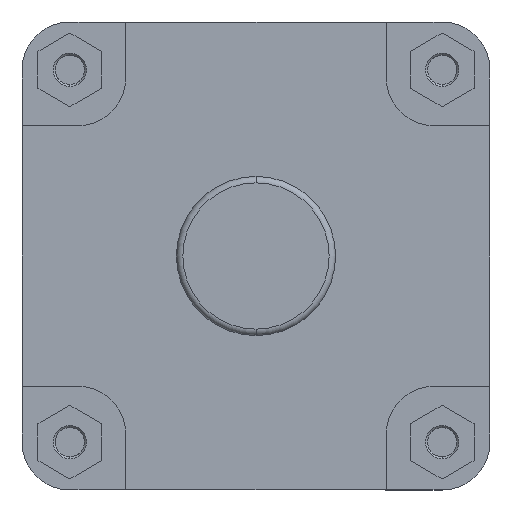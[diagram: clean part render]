
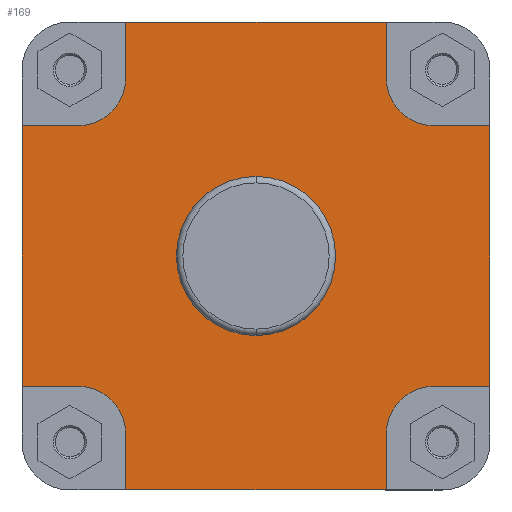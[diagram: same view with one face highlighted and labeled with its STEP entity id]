
A CAD part, left-side view. The second image highlights one B-rep face of the part: STEP entity #169.
In plain terms, the highlighted planar face has unit normal (-1, 0, 0).
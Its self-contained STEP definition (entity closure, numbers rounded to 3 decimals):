
#169 = ADVANCED_FACE ( 'NONE', ( #6758, #6753 ), #5739, .F. ) ;
#1061 = ORIENTED_EDGE ( 'NONE', *, *, #6695, .F. ) ;
#1062 = ORIENTED_EDGE ( 'NONE', *, *, #6698, .F. ) ;
#1063 = ORIENTED_EDGE ( 'NONE', *, *, #6625, .F. ) ;
#1064 = ORIENTED_EDGE ( 'NONE', *, *, #6624, .F. ) ;
#1065 = ORIENTED_EDGE ( 'NONE', *, *, #6627, .F. ) ;
#1066 = ORIENTED_EDGE ( 'NONE', *, *, #6626, .F. ) ;
#1067 = ORIENTED_EDGE ( 'NONE', *, *, #6629, .F. ) ;
#1068 = ORIENTED_EDGE ( 'NONE', *, *, #6628, .F. ) ;
#1069 = ORIENTED_EDGE ( 'NONE', *, *, #6630, .F. ) ;
#1070 = ORIENTED_EDGE ( 'NONE', *, *, #6688, .F. ) ;
#1071 = ORIENTED_EDGE ( 'NONE', *, *, #6666, .F. ) ;
#1072 = ORIENTED_EDGE ( 'NONE', *, *, #6672, .T. ) ;
#1073 = ORIENTED_EDGE ( 'NONE', *, *, #6668, .F. ) ;
#1074 = ORIENTED_EDGE ( 'NONE', *, *, #6667, .F. ) ;
#1075 = ORIENTED_EDGE ( 'NONE', *, *, #6670, .F. ) ;
#1076 = ORIENTED_EDGE ( 'NONE', *, *, #6669, .T. ) ;
#1077 = ORIENTED_EDGE ( 'NONE', *, *, #6660, .F. ) ;
#1078 = ORIENTED_EDGE ( 'NONE', *, *, #6485, .F. ) ;
#1413 = VERTEX_POINT ( 'NONE', #6385 ) ;
#1415 = VERTEX_POINT ( 'NONE', #6390 ) ;
#1417 = VERTEX_POINT ( 'NONE', #6394 ) ;
#1421 = VERTEX_POINT ( 'NONE', #6396 ) ;
#1423 = VERTEX_POINT ( 'NONE', #6387 ) ;
#1425 = VERTEX_POINT ( 'NONE', #6395 ) ;
#1427 = VERTEX_POINT ( 'NONE', #6399 ) ;
#1429 = VERTEX_POINT ( 'NONE', #6397 ) ;
#1431 = VERTEX_POINT ( 'NONE', #6398 ) ;
#1436 = VERTEX_POINT ( 'NONE', #6401 ) ;
#1438 = VERTEX_POINT ( 'NONE', #6402 ) ;
#1553 = EDGE_LOOP ( 'NONE', ( #1076, #1075, #1074, #1073, #1072, #1071, #1070, #1069, #1068, #1067, #1066, #1065, #1064, #1063, #1062, #1061 ) ) ;
#1593 = EDGE_LOOP ( 'NONE', ( #1078, #1077 ) ) ;
#1619 = VERTEX_POINT ( 'NONE', #6410 ) ;
#1625 = VERTEX_POINT ( 'NONE', #6414 ) ;
#1627 = VERTEX_POINT ( 'NONE', #6411 ) ;
#1632 = VERTEX_POINT ( 'NONE', #6406 ) ;
#1641 = VERTEX_POINT ( 'NONE', #6417 ) ;
#2222 = AXIS2_PLACEMENT_3D ( 'NONE', #5730, #5740, #5741 ) ;
#2473 = AXIS2_PLACEMENT_3D ( 'NONE', #4522, #4523, #4524 ) ;
#2526 = AXIS2_PLACEMENT_3D ( 'NONE', #4856, #4858, #4859 ) ;
#2532 = AXIS2_PLACEMENT_3D ( 'NONE', #6853, #6854, #6855 ) ;
#2543 = AXIS2_PLACEMENT_3D ( 'NONE', #6826, #6838, #6839 ) ;
#2547 = AXIS2_PLACEMENT_3D ( 'NONE', #6880, #6899, #6900 ) ;
#2548 = AXIS2_PLACEMENT_3D ( 'NONE', #6910, #6923, #6924 ) ;
#3304 = CIRCLE ( 'NONE', #2473, 37.4 ) ;
#3494 = VECTOR ( 'NONE', #4855, 1000. ) ;
#3513 = LINE ( 'NONE', #4854, #3494 ) ;
#3525 = LINE ( 'NONE', #4860, #3526 ) ;
#3526 = VECTOR ( 'NONE', #4861, 1000. ) ;
#3529 = LINE ( 'NONE', #4841, #3531 ) ;
#3531 = VECTOR ( 'NONE', #4857, 1000. ) ;
#3532 = LINE ( 'NONE', #4862, #3537 ) ;
#3534 = LINE ( 'NONE', #4853, #3536 ) ;
#3535 = CIRCLE ( 'NONE', #2526, 22.5 ) ;
#3536 = VECTOR ( 'NONE', #4863, 1000. ) ;
#3537 = VECTOR ( 'NONE', #6761, 1000. ) ;
#3538 = LINE ( 'NONE', #6763, #3539 ) ;
#3539 = VECTOR ( 'NONE', #6764, 1000. ) ;
#3587 = CIRCLE ( 'NONE', #2543, 37.4 ) ;
#3588 = VECTOR ( 'NONE', #6857, 1000. ) ;
#3594 = LINE ( 'NONE', #6851, #3595 ) ;
#3595 = VECTOR ( 'NONE', #6852, 1000. ) ;
#3597 = LINE ( 'NONE', #6856, #3602 ) ;
#3598 = LINE ( 'NONE', #6850, #3588 ) ;
#3599 = CIRCLE ( 'NONE', #2532, 22.5 ) ;
#3600 = LINE ( 'NONE', #6858, #3601 ) ;
#3601 = VECTOR ( 'NONE', #6859, 1000. ) ;
#3602 = VECTOR ( 'NONE', #6861, 1000. ) ;
#3606 = LINE ( 'NONE', #6864, #3607 ) ;
#3607 = VECTOR ( 'NONE', #6865, 1000. ) ;
#3639 = CIRCLE ( 'NONE', #2547, 22.5 ) ;
#3645 = LINE ( 'NONE', #6915, #3646 ) ;
#3646 = VECTOR ( 'NONE', #6916, 1000. ) ;
#3651 = CIRCLE ( 'NONE', #2548, 22.5 ) ;
#4453 = CARTESIAN_POINT ( 'NONE',  ( 65., 0., 37.4 ) ) ;
#4465 = CARTESIAN_POINT ( 'NONE',  ( 65., 0., -37.4 ) ) ;
#4522 = CARTESIAN_POINT ( 'NONE',  ( 65., 0., 0. ) ) ;
#4523 = DIRECTION ( 'NONE',  ( -1., 0., 0. ) ) ;
#4524 = DIRECTION ( 'NONE',  ( 0., 0., 1. ) ) ;
#4841 = CARTESIAN_POINT ( 'NONE',  ( 65., 83.75, -61.25 ) ) ;
#4853 = CARTESIAN_POINT ( 'NONE',  ( 65., -242.141, 110. ) ) ;
#4854 = CARTESIAN_POINT ( 'NONE',  ( 65., 110., 0. ) ) ;
#4855 = DIRECTION ( 'NONE',  ( 0., 0., 1. ) ) ;
#4856 = CARTESIAN_POINT ( 'NONE',  ( 65., 83.75, 83.75 ) ) ;
#4857 = DIRECTION ( 'NONE',  ( 0., 1., 0. ) ) ;
#4858 = DIRECTION ( 'NONE',  ( -1., 0., 0. ) ) ;
#4859 = DIRECTION ( 'NONE',  ( 0., 0., -1. ) ) ;
#4860 = CARTESIAN_POINT ( 'NONE',  ( 65., 110., 61.25 ) ) ;
#4861 = DIRECTION ( 'NONE',  ( 0., -1., 0. ) ) ;
#4862 = CARTESIAN_POINT ( 'NONE',  ( 65., 61.25, 83.75 ) ) ;
#4863 = DIRECTION ( 'NONE',  ( 0., -1., 0. ) ) ;
#5246 = VERTEX_POINT ( 'NONE', #4453 ) ;
#5258 = VERTEX_POINT ( 'NONE', #4465 ) ;
#5730 = CARTESIAN_POINT ( 'NONE',  ( 65., 37.4, 0. ) ) ;
#5739 = PLANE ( 'NONE',  #2222 ) ;
#5740 = DIRECTION ( 'NONE',  ( 1., 0., 0. ) ) ;
#5741 = DIRECTION ( 'NONE',  ( 0., 0., -1. ) ) ;
#6385 = CARTESIAN_POINT ( 'NONE',  ( 65., 110., -61.25 ) ) ;
#6387 = CARTESIAN_POINT ( 'NONE',  ( 65., 61.25, 110. ) ) ;
#6390 = CARTESIAN_POINT ( 'NONE',  ( 65., -61.25, -83.75 ) ) ;
#6394 = CARTESIAN_POINT ( 'NONE',  ( 65., 61.25, -83.75 ) ) ;
#6395 = CARTESIAN_POINT ( 'NONE',  ( 65., -83.75, -61.25 ) ) ;
#6396 = CARTESIAN_POINT ( 'NONE',  ( 65., -110., 61.25 ) ) ;
#6397 = CARTESIAN_POINT ( 'NONE',  ( 65., -110., -61.25 ) ) ;
#6398 = CARTESIAN_POINT ( 'NONE',  ( 65., 61.25, -110. ) ) ;
#6399 = CARTESIAN_POINT ( 'NONE',  ( 65., 83.75, -61.25 ) ) ;
#6401 = CARTESIAN_POINT ( 'NONE',  ( 65., 83.75, 61.25 ) ) ;
#6402 = CARTESIAN_POINT ( 'NONE',  ( 65., 110., 61.25 ) ) ;
#6406 = CARTESIAN_POINT ( 'NONE',  ( 65., -61.25, 110. ) ) ;
#6410 = CARTESIAN_POINT ( 'NONE',  ( 65., -61.25, 83.75 ) ) ;
#6411 = CARTESIAN_POINT ( 'NONE',  ( 65., -83.75, 61.25 ) ) ;
#6414 = CARTESIAN_POINT ( 'NONE',  ( 65., 61.25, 83.75 ) ) ;
#6417 = CARTESIAN_POINT ( 'NONE',  ( 65., -61.25, -110. ) ) ;
#6485 = EDGE_CURVE ( 'NONE', #5246, #5258, #3304, .T. ) ;
#6624 = EDGE_CURVE ( 'NONE', #1413, #1438, #3513, .T. ) ;
#6625 = EDGE_CURVE ( 'NONE', #1427, #1413, #3529, .T. ) ;
#6626 = EDGE_CURVE ( 'NONE', #1436, #1625, #3535, .T. ) ;
#6627 = EDGE_CURVE ( 'NONE', #1438, #1436, #3525, .T. ) ;
#6628 = EDGE_CURVE ( 'NONE', #1423, #1632, #3534, .T. ) ;
#6629 = EDGE_CURVE ( 'NONE', #1625, #1423, #3532, .T. ) ;
#6630 = EDGE_CURVE ( 'NONE', #1632, #1619, #3538, .T. ) ;
#6660 = EDGE_CURVE ( 'NONE', #5258, #5246, #3587, .T. ) ;
#6666 = EDGE_CURVE ( 'NONE', #1627, #1421, #3594, .T. ) ;
#6667 = EDGE_CURVE ( 'NONE', #1425, #1415, #3599, .T. ) ;
#6668 = EDGE_CURVE ( 'NONE', #1429, #1425, #3598, .T. ) ;
#6669 = EDGE_CURVE ( 'NONE', #1431, #1641, #3600, .T. ) ;
#6670 = EDGE_CURVE ( 'NONE', #1415, #1641, #3597, .T. ) ;
#6672 = EDGE_CURVE ( 'NONE', #1429, #1421, #3606, .T. ) ;
#6688 = EDGE_CURVE ( 'NONE', #1619, #1627, #3639, .T. ) ;
#6695 = EDGE_CURVE ( 'NONE', #1431, #1417, #3645, .T. ) ;
#6698 = EDGE_CURVE ( 'NONE', #1417, #1427, #3651, .T. ) ;
#6753 = FACE_OUTER_BOUND ( 'NONE', #1553, .T. ) ;
#6758 = FACE_BOUND ( 'NONE', #1593, .T. ) ;
#6761 = DIRECTION ( 'NONE',  ( 0., 0., 1. ) ) ;
#6763 = CARTESIAN_POINT ( 'NONE',  ( 65., -61.25, 110. ) ) ;
#6764 = DIRECTION ( 'NONE',  ( 0., 0., -1. ) ) ;
#6826 = CARTESIAN_POINT ( 'NONE',  ( 65., 0., 0. ) ) ;
#6838 = DIRECTION ( 'NONE',  ( -1., 0., 0. ) ) ;
#6839 = DIRECTION ( 'NONE',  ( 0., 0., 1. ) ) ;
#6850 = CARTESIAN_POINT ( 'NONE',  ( 65., -110., -61.25 ) ) ;
#6851 = CARTESIAN_POINT ( 'NONE',  ( 65., -83.75, 61.25 ) ) ;
#6852 = DIRECTION ( 'NONE',  ( 0., -1., 0. ) ) ;
#6853 = CARTESIAN_POINT ( 'NONE',  ( 65., -83.75, -83.75 ) ) ;
#6854 = DIRECTION ( 'NONE',  ( -1., 0., 0. ) ) ;
#6855 = DIRECTION ( 'NONE',  ( 0., 0., -1. ) ) ;
#6856 = CARTESIAN_POINT ( 'NONE',  ( 65., -61.25, -83.75 ) ) ;
#6857 = DIRECTION ( 'NONE',  ( 0., 1., 0. ) ) ;
#6858 = CARTESIAN_POINT ( 'NONE',  ( 65., -242.141, -110. ) ) ;
#6859 = DIRECTION ( 'NONE',  ( 0., -1., 0. ) ) ;
#6861 = DIRECTION ( 'NONE',  ( 0., 0., -1. ) ) ;
#6864 = CARTESIAN_POINT ( 'NONE',  ( 65., -110., 0. ) ) ;
#6865 = DIRECTION ( 'NONE',  ( 0., 0., 1. ) ) ;
#6880 = CARTESIAN_POINT ( 'NONE',  ( 65., -83.75, 83.75 ) ) ;
#6899 = DIRECTION ( 'NONE',  ( -1., 0., 0. ) ) ;
#6900 = DIRECTION ( 'NONE',  ( 0., 0., -1. ) ) ;
#6910 = CARTESIAN_POINT ( 'NONE',  ( 65., 83.75, -83.75 ) ) ;
#6915 = CARTESIAN_POINT ( 'NONE',  ( 65., 61.25, -110. ) ) ;
#6916 = DIRECTION ( 'NONE',  ( 0., 0., 1. ) ) ;
#6923 = DIRECTION ( 'NONE',  ( -1., 0., 0. ) ) ;
#6924 = DIRECTION ( 'NONE',  ( 0., 0., -1. ) ) ;
